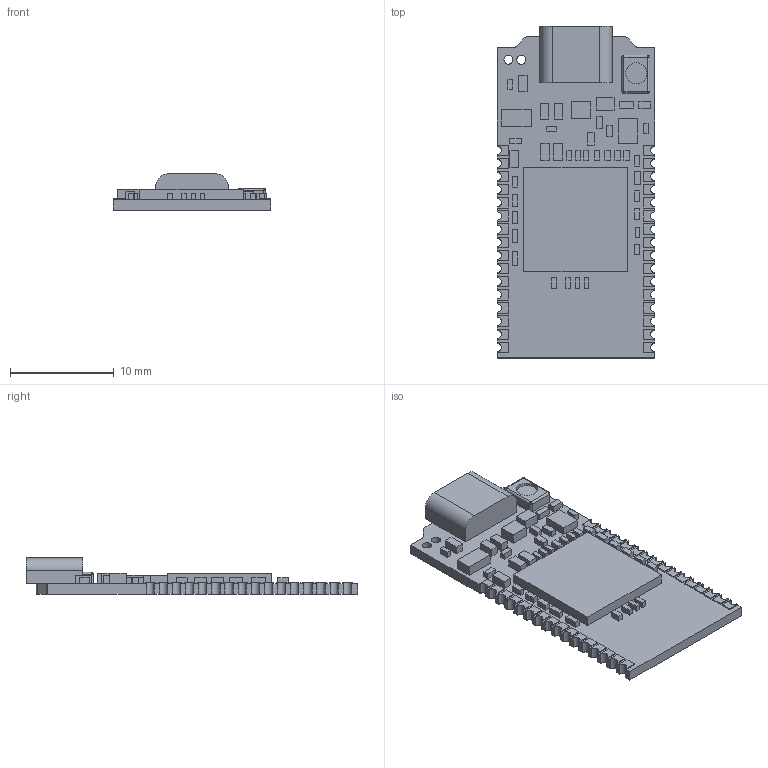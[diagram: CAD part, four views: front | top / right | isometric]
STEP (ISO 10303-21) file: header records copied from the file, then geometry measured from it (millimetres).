
FILE_DESCRIPTION (( 'STEP AP214' ), '1' );
FILE_NAME ('STLINK-V3MODS.STEP', '2023-11-06T18:31:44', ( '' ), ( '' ), 'SwSTEP 2.0', 'SolidWorks 2023', '' );
FILE_SCHEMA (( 'AUTOMOTIVE_DESIGN' ));
Length unit declared in the file: millimetre
Products named in the file (1): STLINK-V3MODS
Bounding box: 15.24 x 32.07 x 3.5 mm (x, y, z)
Volume: 695.9 mm3; surface area: 1279.9 mm2
Topology: 1 solids, 1 shells, 468 faces, 1264 edges, 834 vertices
Faces by surface type: plane 392, cylinder 68, bspline 8
Entity records: 17387 total; most frequent: CARTESIAN_POINT 2679, ORIENTED_EDGE 2512, DIRECTION 2330, EDGE_CURVE 1256, VECTOR 1104, LINE 1104, VERTEX_POINT 834, AXIS2_PLACEMENT_3D 613
